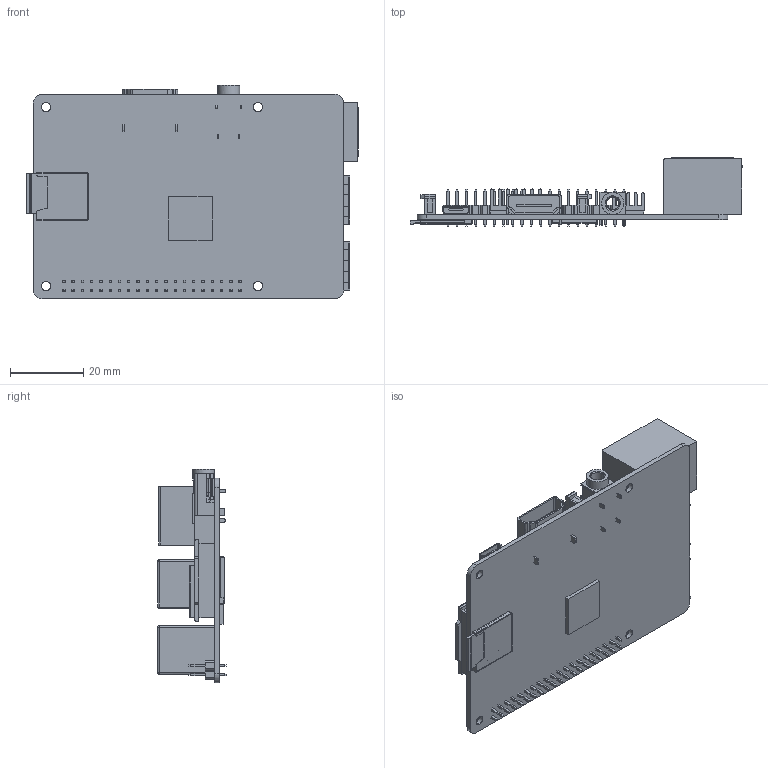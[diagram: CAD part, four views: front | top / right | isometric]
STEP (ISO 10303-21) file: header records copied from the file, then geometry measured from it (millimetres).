
FILE_DESCRIPTION ((), '1');
FILE_NAME ('Raspberry Pi 3.stp', '2019-05-25T13:08:39', ('Unknown'), ('Unknown'), 'HarmonyWare STEP v2.1.0', 'HarmonyWare Translators', '');
FILE_SCHEMA (('CONFIG_CONTROL_DESIGN'));
Length unit declared in the file: millimetre
Products named in the file (73): Raspberry Pi 3; Raspberry Pi 3 (micro SD); RPi Heatsink Set
Assembly tree (72 placements, depth 2):
  (unnamed)
    Raspberry Pi 3
    Raspberry Pi 3
    Raspberry Pi 3
    Raspberry Pi 3
    Raspberry Pi 3
    Raspberry Pi 3
    Raspberry Pi 3
    Raspberry Pi 3
    Raspberry Pi 3
    Raspberry Pi 3
    Raspberry Pi 3
    Raspberry Pi 3
    Raspberry Pi 3
    Raspberry Pi 3
    Raspberry Pi 3
    Raspberry Pi 3
    Raspberry Pi 3
    Raspberry Pi 3
    Raspberry Pi 3
    Raspberry Pi 3
    Raspberry Pi 3
    Raspberry Pi 3
    Raspberry Pi 3
    Raspberry Pi 3
    Raspberry Pi 3
    Raspberry Pi 3
    Raspberry Pi 3
    Raspberry Pi 3
    Raspberry Pi 3
    Raspberry Pi 3
    Raspberry Pi 3
    Raspberry Pi 3
    Raspberry Pi 3
    Raspberry Pi 3
    Raspberry Pi 3
    Raspberry Pi 3
    Raspberry Pi 3
    Raspberry Pi 3
    Raspberry Pi 3
    Raspberry Pi 3
    Raspberry Pi 3
    Raspberry Pi 3
    Raspberry Pi 3
    Raspberry Pi 3
    Raspberry Pi 3
    Raspberry Pi 3 (micro SD)
    Raspberry Pi 3
    RPi Heatsink Set
    RPi Heatsink Set
    (unnamed)
    Raspberry Pi 3
    (unnamed)
    (unnamed)
    (unnamed)
    Raspberry Pi 3
    (unnamed)
    (unnamed)
    Raspberry Pi 3
    Raspberry Pi 3
Bounding box: 90.89 x 18.8 x 58.5 mm (x, y, z)
Volume: 19292.8 mm3; surface area: 28509.4 mm2
Topology: 71 solids, 73 shells, 1404 faces, 3443 edges, 2172 vertices
Faces by surface type: bspline 1404
Entity records: 50444 total; most frequent: CARTESIAN_POINT 18908, ORIENTED_EDGE 6870, EDGE_CURVE 3440, B_SPLINE_CURVE_WITH_KNOTS 3245, VERTEX_POINT 2174, EDGE_LOOP 1466, FACE_OUTER_BOUND 1404, ADVANCED_FACE 1404
